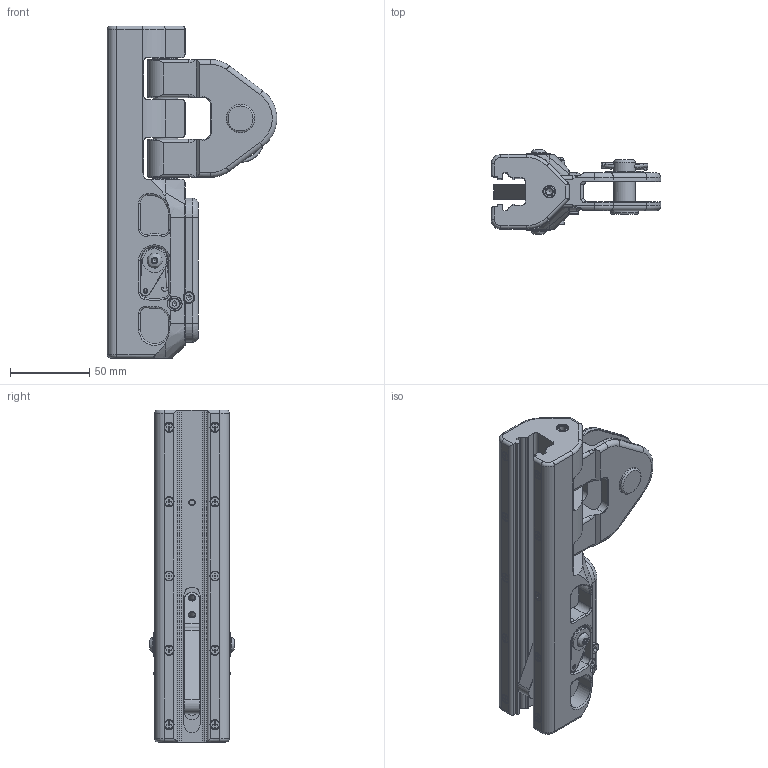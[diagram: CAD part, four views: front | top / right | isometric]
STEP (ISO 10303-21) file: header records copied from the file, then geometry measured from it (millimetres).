
FILE_DESCRIPTION(/* description */ (''),/* implementation_level */ '2;1');
FILE_NAME(/* name */ 'HS24.210.stp',/* time_stamp */ '2019-02-22T14:27:26+01:00',/* author */ ('gianni'),/* organization */ (''),/* preprocessor_version */ 'ST-DEVELOPER v16.5',/* originating_system */ 'Autodesk Inventor 2017',/* authorisation */ '');
FILE_SCHEMA (('AUTOMOTIVE_DESIGN { 1 0 10303 214 3 1 1 }'));
Length unit declared in the file: millimetre
Products named in the file (1): 19022205
Bounding box: 107.22 x 53.9 x 210 mm (x, y, z)
Volume: 343718.3 mm3; surface area: 97464.3 mm2
Topology: 5 solids, 5 shells, 987 faces, 2609 edges, 1648 vertices
Faces by surface type: plane 329, cylinder 280, torus 215, cone 149, bspline 12, sphere 2
Full cylindrical faces by diameter (mm): 1 x2, 1.2 x4, 2.5 x2, 3.3 x1, 4 x12, 4.1 x2, 4.2 x3, 4.5 x1, 5.5 x10, 6 x2, 6.5 x1, 7 x3, 7.5 x2, 8 x3, 8.1 x3, 9 x2, 9.5 x1, 11.9 x4, 14 x1, 14.5 x2, 15 x3, 15.8 x4, 17.8 x1, 24 x1
Entity records: 31191 total; most frequent: CARTESIAN_POINT 8158, DIRECTION 4946, ORIENTED_EDGE 4698, EDGE_CURVE 2346, AXIS2_PLACEMENT_3D 2052, VERTEX_POINT 1556, EDGE_LOOP 1233, FACE_OUTER_BOUND 987
